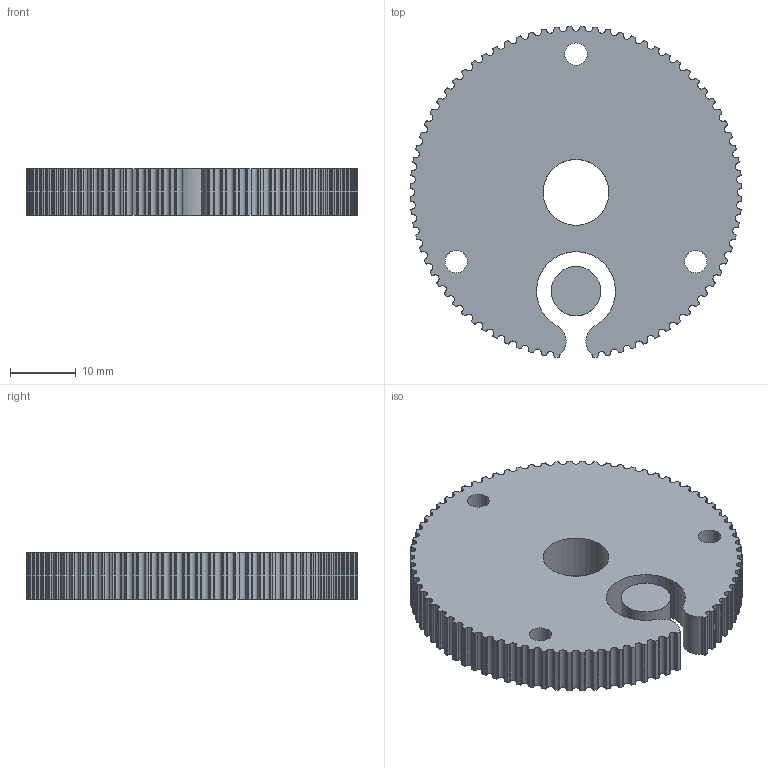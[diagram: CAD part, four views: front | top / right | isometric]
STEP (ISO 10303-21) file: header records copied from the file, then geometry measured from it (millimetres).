
FILE_DESCRIPTION(/* description */ (''),/* implementation_level */ '2;1');
FILE_NAME(/* name */ 'P409.step',/* time_stamp */ '2025-06-25T17:56:25+02:00',/* author */ (''),/* organization */ (''),/* preprocessor_version */ 'ST-DEVELOPER v20.1',/* originating_system */ 'Autodesk Translation Framework v14.10.0.0',/* authorisation */ '');
FILE_SCHEMA (('AUTOMOTIVE_DESIGN { 1 0 10303 214 3 1 1 }'));
Length unit declared in the file: millimetre
Products named in the file (1): P408
Bounding box: 50.4 x 50.26 x 7 mm (x, y, z)
Volume: 12251.6 mm3; surface area: 5923 mm2
Topology: 2 solids, 2 shells, 481 faces, 1431 edges, 954 vertices
Faces by surface type: cylinder 477, plane 4
Full cylindrical faces by diameter (mm): 3.4 x3, 7.5 x1, 10 x1
Entity records: 16787 total; most frequent: DIRECTION 3349, CARTESIAN_POINT 2867, ORIENTED_EDGE 2862, AXIS2_PLACEMENT_3D 1436, EDGE_CURVE 1431, CIRCLE 954, VERTEX_POINT 954, EDGE_LOOP 489
